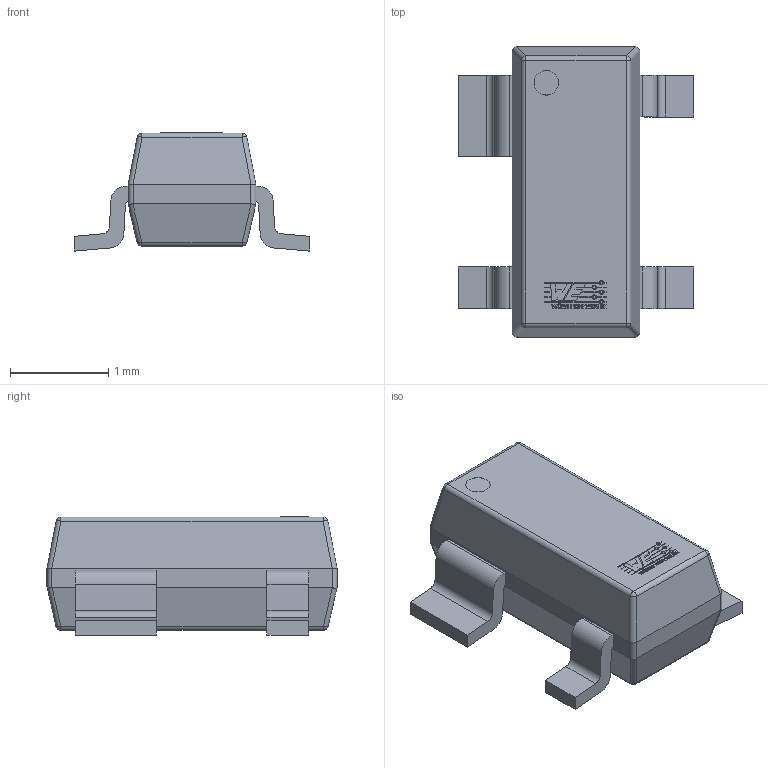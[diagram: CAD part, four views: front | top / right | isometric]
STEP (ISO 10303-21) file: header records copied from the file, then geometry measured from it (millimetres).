
FILE_DESCRIPTION(/* description */ (''),/* implementation_level */ '2;1');
FILE_NAME(/* name */ 'SOT143.stp',/* time_stamp */ '2020-07-14T10:18:17+02:00',/* author */ ('Lord_voldmort'),/* organization */ (''),/* preprocessor_version */ 'ST-DEVELOPER v17.2',/* originating_system */ 'Autodesk Inventor 2019',/* authorisation */ '');
FILE_SCHEMA (('AUTOMOTIVE_DESIGN { 1 0 10303 214 3 1 1 }'));
Length unit declared in the file: millimetre
Products named in the file (6): max_Tsop16; IC_BODY; IC_LEG; circle; IC_LEG_1; Wurth Electronik
Assembly tree (7 placements, depth 2):
  max_Tsop16
    IC_BODY
    IC_LEG
    circle
    IC_LEG_1  x3
    Wurth Electronik
Bounding box: 2.4 x 2.95 x 1.2 mm (x, y, z)
Volume: 4.3 mm3; surface area: 21.2 mm2
Topology: 33 solids, 33 shells, 622 faces, 1644 edges, 1088 vertices
Faces by surface type: plane 463, bspline 114, cylinder 37, sphere 8
Full cylindrical faces by diameter (mm): 0.25 x1
Entity records: 19083 total; most frequent: CARTESIAN_POINT 4613, ORIENTED_EDGE 3156, DIRECTION 2490, EDGE_CURVE 1578, LINE 1284, VECTOR 1284, VERTEX_POINT 1044, EDGE_LOOP 612
